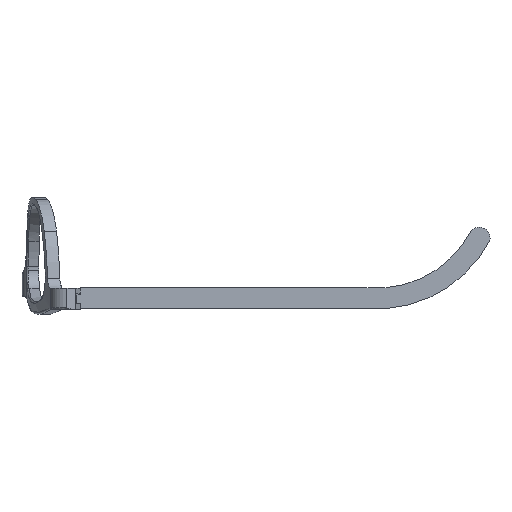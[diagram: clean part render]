
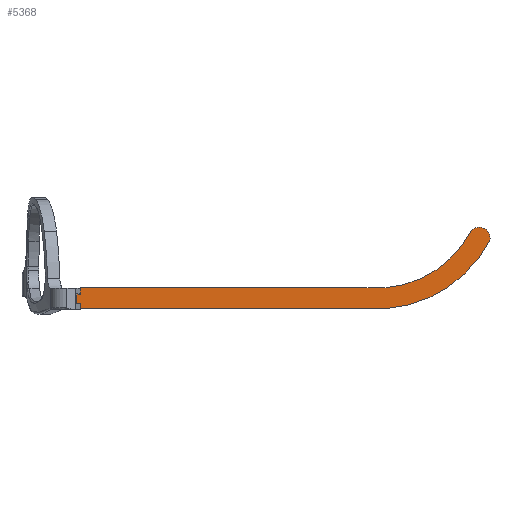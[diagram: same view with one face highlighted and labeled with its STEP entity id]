
A CAD part, left-side view. The second image highlights one B-rep face of the part: STEP entity #5368.
In plain terms, the highlighted planar face has unit normal (-1, 0, 0).
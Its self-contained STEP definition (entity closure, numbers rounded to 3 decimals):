
#79 = LINE ( 'NONE', #3453, #4271 ) ;
#180 = VERTEX_POINT ( 'NONE', #1448 ) ;
#197 = VERTEX_POINT ( 'NONE', #334 ) ;
#266 = CARTESIAN_POINT ( 'NONE',  ( -34.612, 279.285, 0.742 ) ) ;
#331 = AXIS2_PLACEMENT_3D ( 'NONE', #6174, #2281, #1111 ) ;
#334 = CARTESIAN_POINT ( 'NONE',  ( -34.612, 279.285, -3.99 ) ) ;
#388 = ORIENTED_EDGE ( 'NONE', *, *, #2507, .F. ) ;
#521 = LINE ( 'NONE', #5029, #1397 ) ;
#584 = VECTOR ( 'NONE', #6781, 1000. ) ;
#602 = VERTEX_POINT ( 'NONE', #1060 ) ;
#612 = ORIENTED_EDGE ( 'NONE', *, *, #3204, .T. ) ;
#656 = CARTESIAN_POINT ( 'NONE',  ( -34.612, 145.9, 19.548 ) ) ;
#874 = DIRECTION ( 'NONE',  ( 0., 0., -1. ) ) ;
#876 = CARTESIAN_POINT ( 'NONE',  ( -34.612, 142.33, 18.873 ) ) ;
#888 = EDGE_CURVE ( 'NONE', #1920, #2339, #4668, .T. ) ;
#905 = EDGE_CURVE ( 'NONE', #3608, #180, #3412, .T. ) ;
#919 = ORIENTED_EDGE ( 'NONE', *, *, #2822, .T. ) ;
#926 = ORIENTED_EDGE ( 'NONE', *, *, #5125, .T. ) ;
#994 = CARTESIAN_POINT ( 'NONE',  ( -34.612, 282.285, 0.742 ) ) ;
#1060 = CARTESIAN_POINT ( 'NONE',  ( -34.612, 148.529, 22.056 ) ) ;
#1074 = VECTOR ( 'NONE', #2968, 1000. ) ;
#1111 = DIRECTION ( 'NONE',  ( 0., 0.085, -0.996 ) ) ;
#1186 = VECTOR ( 'NONE', #4305, 1000. ) ;
#1387 = CARTESIAN_POINT ( 'NONE',  ( -34.612, 183.604, -3.99 ) ) ;
#1397 = VECTOR ( 'NONE', #3299, 1000. ) ;
#1425 = CARTESIAN_POINT ( 'NONE',  ( -34.612, 279.285, 2.979 ) ) ;
#1448 = CARTESIAN_POINT ( 'NONE',  ( -34.612, 279.285, 2.979 ) ) ;
#1539 = DIRECTION ( 'NONE',  ( 0., -1., 0. ) ) ;
#1875 = EDGE_CURVE ( 'NONE', #2185, #197, #79, .T. ) ;
#1920 = VERTEX_POINT ( 'NONE', #4121 ) ;
#2185 = VERTEX_POINT ( 'NONE', #7261 ) ;
#2281 = DIRECTION ( 'NONE',  ( -1., 0., 0. ) ) ;
#2339 = VERTEX_POINT ( 'NONE', #2807 ) ;
#2478 = CARTESIAN_POINT ( 'NONE',  ( -34.612, 180.02, 38.227 ) ) ;
#2507 = EDGE_CURVE ( 'NONE', #2339, #2999, #3757, .T. ) ;
#2528 = VERTEX_POINT ( 'NONE', #7085 ) ;
#2637 = LINE ( 'NONE', #6661, #1186 ) ;
#2807 = CARTESIAN_POINT ( 'NONE',  ( -34.612, 282.285, 0.742 ) ) ;
#2822 = EDGE_CURVE ( 'NONE', #602, #2528, #6525, .T. ) ;
#2829 = CIRCLE ( 'NONE', #5063, 3.633 ) ;
#2926 = EDGE_CURVE ( 'NONE', #7050, #197, #521, .T. ) ;
#2944 = ORIENTED_EDGE ( 'NONE', *, *, #905, .T. ) ;
#2968 = DIRECTION ( 'NONE',  ( 0., 0.999, 0.042 ) ) ;
#2999 = VERTEX_POINT ( 'NONE', #266 ) ;
#3204 = EDGE_CURVE ( 'NONE', #7050, #4223, #3281, .T. ) ;
#3271 = ORIENTED_EDGE ( 'NONE', *, *, #2926, .F. ) ;
#3281 = CIRCLE ( 'NONE', #331, 42.368 ) ;
#3299 = DIRECTION ( 'NONE',  ( 0., 1., 0. ) ) ;
#3412 = LINE ( 'NONE', #4005, #584 ) ;
#3453 = CARTESIAN_POINT ( 'NONE',  ( -34.612, 279.285, 2.979 ) ) ;
#3454 = ORIENTED_EDGE ( 'NONE', *, *, #5271, .T. ) ;
#3584 = CARTESIAN_POINT ( 'NONE',  ( -34.612, 280.785, -0.758 ) ) ;
#3608 = VERTEX_POINT ( 'NONE', #3615 ) ;
#3615 = CARTESIAN_POINT ( 'NONE',  ( -34.612, 183.604, 2.979 ) ) ;
#3728 = ORIENTED_EDGE ( 'NONE', *, *, #888, .F. ) ;
#3757 = LINE ( 'NONE', #994, #6749 ) ;
#3788 = ORIENTED_EDGE ( 'NONE', *, *, #1875, .T. ) ;
#4005 = CARTESIAN_POINT ( 'NONE',  ( -34.612, 199.454, 2.979 ) ) ;
#4121 = CARTESIAN_POINT ( 'NONE',  ( -34.612, 282.285, -2.258 ) ) ;
#4223 = VERTEX_POINT ( 'NONE', #876 ) ;
#4271 = VECTOR ( 'NONE', #4600, 1000. ) ;
#4305 = DIRECTION ( 'NONE',  ( 0., 1., 0. ) ) ;
#4344 = DIRECTION ( 'NONE',  ( 0., -0.89, -0.457 ) ) ;
#4566 = CARTESIAN_POINT ( 'NONE',  ( -34.612, 282.285, -2.258 ) ) ;
#4600 = DIRECTION ( 'NONE',  ( 0., 0., -1. ) ) ;
#4668 = LINE ( 'NONE', #4566, #7321 ) ;
#4785 = LINE ( 'NONE', #1425, #5477 ) ;
#4900 = ORIENTED_EDGE ( 'NONE', *, *, #6478, .F. ) ;
#4952 = AXIS2_PLACEMENT_3D ( 'NONE', #3584, #6981, #5841 ) ;
#5029 = CARTESIAN_POINT ( 'NONE',  ( -34.612, 199.454, -3.99 ) ) ;
#5063 = AXIS2_PLACEMENT_3D ( 'NONE', #656, #5128, #6354 ) ;
#5084 = ORIENTED_EDGE ( 'NONE', *, *, #7083, .T. ) ;
#5125 = EDGE_CURVE ( 'NONE', #2528, #3608, #6917, .T. ) ;
#5128 = DIRECTION ( 'NONE',  ( -1., 0., 0. ) ) ;
#5271 = EDGE_CURVE ( 'NONE', #4223, #602, #2829, .T. ) ;
#5368 = ADVANCED_FACE ( 'NONE', ( #5693 ), #6941, .F. ) ;
#5477 = VECTOR ( 'NONE', #874, 1000. ) ;
#5693 = FACE_OUTER_BOUND ( 'NONE', #7013, .T. ) ;
#5770 = CARTESIAN_POINT ( 'NONE',  ( -34.612, 183.014, 2.954 ) ) ;
#5811 = AXIS2_PLACEMENT_3D ( 'NONE', #2478, #7116, #4344 ) ;
#5841 = DIRECTION ( 'NONE',  ( 0., -1., 0. ) ) ;
#6174 = CARTESIAN_POINT ( 'NONE',  ( -34.612, 180.02, 38.227 ) ) ;
#6354 = DIRECTION ( 'NONE',  ( 0., -0.983, -0.186 ) ) ;
#6478 = EDGE_CURVE ( 'NONE', #2185, #1920, #2637, .T. ) ;
#6525 = CIRCLE ( 'NONE', #5811, 35.4 ) ;
#6661 = CARTESIAN_POINT ( 'NONE',  ( -34.612, 279.285, -2.258 ) ) ;
#6749 = VECTOR ( 'NONE', #1539, 1000. ) ;
#6781 = DIRECTION ( 'NONE',  ( 0., 1., 0. ) ) ;
#6814 = DIRECTION ( 'NONE',  ( 0., 0., 1. ) ) ;
#6917 = LINE ( 'NONE', #5770, #1074 ) ;
#6941 = PLANE ( 'NONE',  #4952 ) ;
#6981 = DIRECTION ( 'NONE',  ( 1., 0., 0. ) ) ;
#7013 = EDGE_LOOP ( 'NONE', ( #388, #3728, #4900, #3788, #3271, #612, #3454, #919, #926, #2944, #5084 ) ) ;
#7050 = VERTEX_POINT ( 'NONE', #1387 ) ;
#7083 = EDGE_CURVE ( 'NONE', #180, #2999, #4785, .T. ) ;
#7085 = CARTESIAN_POINT ( 'NONE',  ( -34.612, 183.014, 2.954 ) ) ;
#7116 = DIRECTION ( 'NONE',  ( 1., 0., 0. ) ) ;
#7261 = CARTESIAN_POINT ( 'NONE',  ( -34.612, 279.285, -2.258 ) ) ;
#7321 = VECTOR ( 'NONE', #6814, 1000. ) ;
